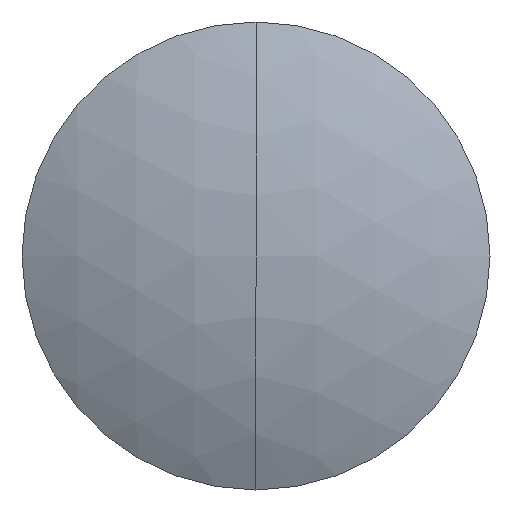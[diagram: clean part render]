
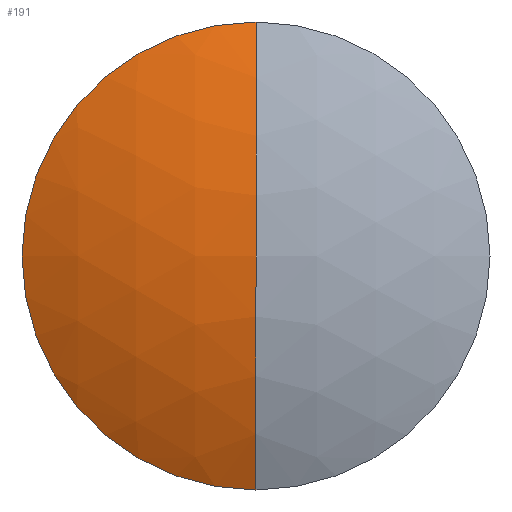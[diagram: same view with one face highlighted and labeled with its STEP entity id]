
A CAD part, left-side view. The second image highlights one B-rep face of the part: STEP entity #191.
In plain terms, the highlighted spherical face has radius 7.1 mm.
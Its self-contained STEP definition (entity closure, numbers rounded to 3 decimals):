
#19 = VERTEX_POINT ( 'NONE', #59 ) ;
#21 = ORIENTED_EDGE ( 'NONE', *, *, #85, .T. ) ;
#28 = CARTESIAN_POINT ( 'NONE',  ( 5.447, 0., 0. ) ) ;
#31 = EDGE_CURVE ( 'NONE', #19, #211, #313, .T. ) ;
#48 = EDGE_CURVE ( 'NONE', #19, #54, #131, .T. ) ;
#50 = CARTESIAN_POINT ( 'NONE',  ( 5.447, 0., 0. ) ) ;
#54 = VERTEX_POINT ( 'NONE', #323 ) ;
#59 = CARTESIAN_POINT ( 'NONE',  ( -0.903, 0., 3.175 ) ) ;
#65 = ORIENTED_EDGE ( 'NONE', *, *, #48, .F. ) ;
#66 = DIRECTION ( 'NONE',  ( 0., 1., 0. ) ) ;
#85 = EDGE_CURVE ( 'NONE', #211, #54, #280, .T. ) ;
#110 = AXIS2_PLACEMENT_3D ( 'NONE', #297, #229, #143 ) ;
#131 = CIRCLE ( 'NONE', #167, 7.1 ) ;
#138 = CARTESIAN_POINT ( 'NONE',  ( -0.903, 0., -3.175 ) ) ;
#143 = DIRECTION ( 'NONE',  ( 0., 0., 1. ) ) ;
#151 = DIRECTION ( 'NONE',  ( 0., 0., -1. ) ) ;
#167 = AXIS2_PLACEMENT_3D ( 'NONE', #28, #223, #151 ) ;
#191 = ADVANCED_FACE ( 'NONE', ( #244 ), #264, .T. ) ;
#211 = VERTEX_POINT ( 'NONE', #138 ) ;
#219 = EDGE_LOOP ( 'NONE', ( #270, #21, #65 ) ) ;
#223 = DIRECTION ( 'NONE',  ( 0., -1., 0. ) ) ;
#229 = DIRECTION ( 'NONE',  ( -1., 0., 0. ) ) ;
#241 = AXIS2_PLACEMENT_3D ( 'NONE', #311, #66, #260 ) ;
#243 = DIRECTION ( 'NONE',  ( 0., 1., 0. ) ) ;
#244 = FACE_OUTER_BOUND ( 'NONE', #219, .T. ) ;
#260 = DIRECTION ( 'NONE',  ( 0., 0., 1. ) ) ;
#264 = SPHERICAL_SURFACE ( 'NONE', #304, 7.1 ) ;
#270 = ORIENTED_EDGE ( 'NONE', *, *, #31, .T. ) ;
#280 = CIRCLE ( 'NONE', #241, 7.1 ) ;
#297 = CARTESIAN_POINT ( 'NONE',  ( -0.903, 0., 0. ) ) ;
#304 = AXIS2_PLACEMENT_3D ( 'NONE', #50, #243, #319 ) ;
#311 = CARTESIAN_POINT ( 'NONE',  ( 5.447, 0., 0. ) ) ;
#313 = CIRCLE ( 'NONE', #110, 3.175 ) ;
#319 = DIRECTION ( 'NONE',  ( 0., 0., 1. ) ) ;
#323 = CARTESIAN_POINT ( 'NONE',  ( -1.653, 0., 0. ) ) ;
